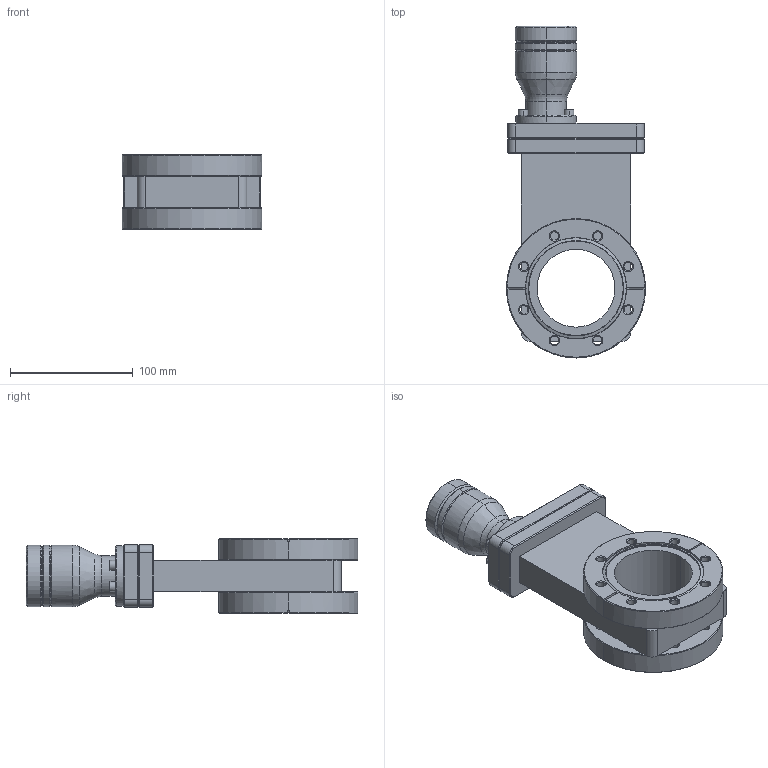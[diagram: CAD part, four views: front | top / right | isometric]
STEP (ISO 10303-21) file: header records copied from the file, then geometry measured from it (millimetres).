
FILE_DESCRIPTION (( 'STEP AP214' ), '1' );
FILE_NAME ('G2500_MANUAL_GATE_VALVE_METAL_BONNET.STEP', '2020-02-15T02:13:32', ( 'admin' ), ( 'Microsoft' ), 'SwSTEP 2.0', 'SolidWorks 2016', '' );
FILE_SCHEMA (( 'AUTOMOTIVE_DESIGN' ));
Length unit declared in the file: inch
Products named in the file (1): G2500_MANUAL_GATE_VALVE_METAL_BONNET
Bounding box: 113.54 x 270.48 x 61.09 mm (x, y, z)
Volume: 764953.8 mm3; surface area: 107594.6 mm2
Topology: 1 solids, 3 shells, 479 faces, 1316 edges, 876 vertices
Faces by surface type: plane 225, cylinder 130, cone 108, torus 14, bspline 2
Entity records: 21067 total; most frequent: CARTESIAN_POINT 9471, ORIENTED_EDGE 2632, DIRECTION 2055, EDGE_CURVE 1316, VERTEX_POINT 876, AXIS2_PLACEMENT_3D 734, VECTOR 587, LINE 587
